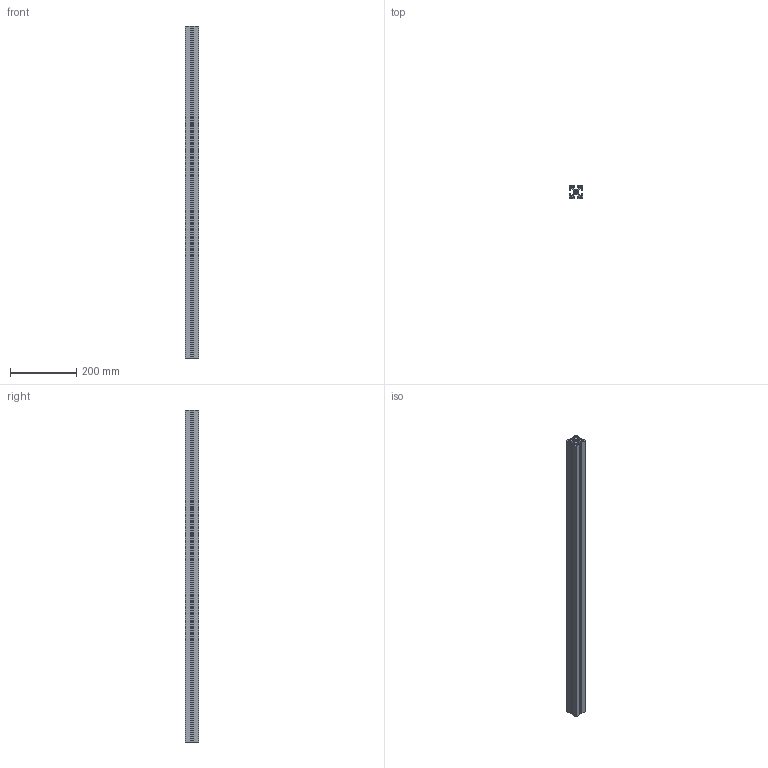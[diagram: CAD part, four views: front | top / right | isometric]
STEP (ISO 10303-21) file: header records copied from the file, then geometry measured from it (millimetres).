
FILE_DESCRIPTION (( 'STEP AP203' ), '1' );
FILE_NAME ('ALF-4040-8K.step', '2024-08-07T10:24:40', ( '' ), ( '' ), 'SwSTEP 2.0', 'SolidWorks 2022', '' );
FILE_SCHEMA (( 'CONFIG_CONTROL_DESIGN' ));
Length unit declared in the file: millimetre
Products named in the file (1): ALF-4040-8K
Bounding box: 40 x 40 x 1000 mm (x, y, z)
Volume: 664705.5 mm3; surface area: 444042 mm2
Topology: 1 solids, 1 shells, 164 faces, 486 edges, 324 vertices
Faces by surface type: plane 90, cylinder 74
Entity records: 5615 total; most frequent: CARTESIAN_POINT 975, ORIENTED_EDGE 972, DIRECTION 964, EDGE_CURVE 486, LINE 338, VECTOR 338, VERTEX_POINT 324, AXIS2_PLACEMENT_3D 313
